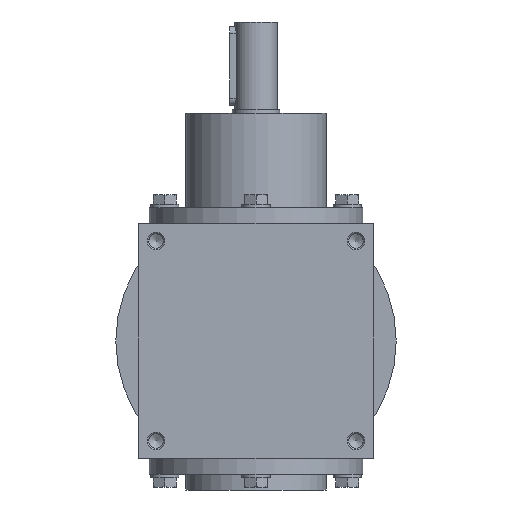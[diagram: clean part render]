
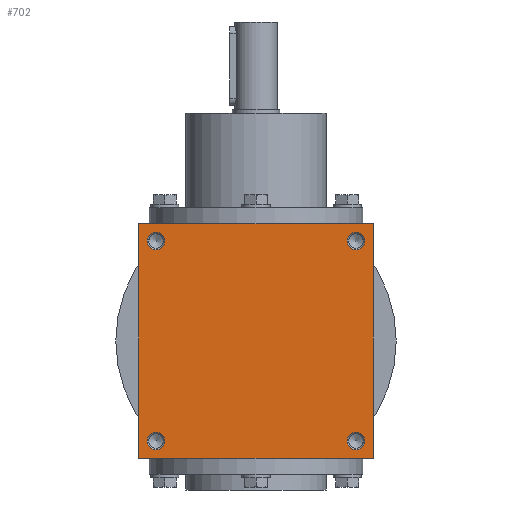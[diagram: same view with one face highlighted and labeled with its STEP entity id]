
A CAD part, left-side view. The second image highlights one B-rep face of the part: STEP entity #702.
In plain terms, the highlighted face is planar.
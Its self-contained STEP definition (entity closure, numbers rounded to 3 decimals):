
#702 = ADVANCED_FACE( '', ( #1437, #1438, #1439, #1440, #1441 ), #1442, .F. );
#1437 = FACE_BOUND( '', #2138, .T. );
#1438 = FACE_BOUND( '', #2139, .T. );
#1439 = FACE_BOUND( '', #2140, .T. );
#1440 = FACE_BOUND( '', #2141, .T. );
#1441 = FACE_OUTER_BOUND( '', #2142, .T. );
#1442 = PLANE( '', #2143 );
#2138 = EDGE_LOOP( '', ( #3394 ) );
#2139 = EDGE_LOOP( '', ( #3395 ) );
#2140 = EDGE_LOOP( '', ( #3396 ) );
#2141 = EDGE_LOOP( '', ( #3397 ) );
#2142 = EDGE_LOOP( '', ( #3398, #3399, #3400, #3401 ) );
#2143 = AXIS2_PLACEMENT_3D( '', #3402, #3403, #3404 );
#3394 = ORIENTED_EDGE( '', *, *, #3797, .F. );
#3395 = ORIENTED_EDGE( '', *, *, #3646, .T. );
#3396 = ORIENTED_EDGE( '', *, *, #4007, .F. );
#3397 = ORIENTED_EDGE( '', *, *, #4014, .T. );
#3398 = ORIENTED_EDGE( '', *, *, #3929, .F. );
#3399 = ORIENTED_EDGE( '', *, *, #3894, .F. );
#3400 = ORIENTED_EDGE( '', *, *, #3641, .F. );
#3401 = ORIENTED_EDGE( '', *, *, #3616, .F. );
#3402 = CARTESIAN_POINT( '', ( 0., 0., -67. ) );
#3403 = DIRECTION( '', ( 0., 0., 1. ) );
#3404 = DIRECTION( '', ( 1., 0., 0. ) );
#3616 = EDGE_CURVE( '', #4170, #4171, #4172, .T. );
#3641 = EDGE_CURVE( '', #4171, #4210, #4211, .T. );
#3646 = EDGE_CURVE( '', #4218, #4218, #4219, .T. );
#3797 = EDGE_CURVE( '', #4442, #4442, #4443, .T. );
#3894 = EDGE_CURVE( '', #4210, #4576, #4577, .T. );
#3929 = EDGE_CURVE( '', #4576, #4170, #4627, .T. );
#4007 = EDGE_CURVE( '', #4716, #4716, #4717, .T. );
#4014 = EDGE_CURVE( '', #4725, #4725, #4726, .T. );
#4170 = VERTEX_POINT( '', #4924 );
#4171 = VERTEX_POINT( '', #4925 );
#4172 = LINE( '', #4926, #4927 );
#4210 = VERTEX_POINT( '', #5003 );
#4211 = LINE( '', #5004, #5005 );
#4218 = VERTEX_POINT( '', #5014 );
#4219 = CIRCLE( '', #5015, 5. );
#4442 = VERTEX_POINT( '', #5340 );
#4443 = CIRCLE( '', #5341, 5. );
#4576 = VERTEX_POINT( '', #5499 );
#4577 = LINE( '', #5500, #5501 );
#4627 = LINE( '', #5553, #5554 );
#4716 = VERTEX_POINT( '', #5671 );
#4717 = CIRCLE( '', #5672, 5. );
#4725 = VERTEX_POINT( '', #5680 );
#4726 = CIRCLE( '', #5681, 5. );
#4924 = CARTESIAN_POINT( '', ( -67., -67., -67. ) );
#4925 = CARTESIAN_POINT( '', ( 67., -67., -67. ) );
#4926 = CARTESIAN_POINT( '', ( -67., -67., -67. ) );
#4927 = VECTOR( '', #5830, 1000. );
#5003 = CARTESIAN_POINT( '', ( 67., 67., -67. ) );
#5004 = CARTESIAN_POINT( '', ( 67., -67., -67. ) );
#5005 = VECTOR( '', #5866, 1000. );
#5014 = CARTESIAN_POINT( '', ( 62., 57., -67. ) );
#5015 = AXIS2_PLACEMENT_3D( '', #5872, #5873, #5874 );
#5340 = CARTESIAN_POINT( '', ( -62., 57., -67. ) );
#5341 = AXIS2_PLACEMENT_3D( '', #6118, #6119, #6120 );
#5499 = CARTESIAN_POINT( '', ( -67., 67., -67. ) );
#5500 = CARTESIAN_POINT( '', ( 67., 67., -67. ) );
#5501 = VECTOR( '', #6276, 1000. );
#5553 = CARTESIAN_POINT( '', ( -67., 67., -67. ) );
#5554 = VECTOR( '', #6336, 1000. );
#5671 = CARTESIAN_POINT( '', ( -62., -57., -67. ) );
#5672 = AXIS2_PLACEMENT_3D( '', #6406, #6407, #6408 );
#5680 = CARTESIAN_POINT( '', ( 62., -57., -67. ) );
#5681 = AXIS2_PLACEMENT_3D( '', #6415, #6416, #6417 );
#5830 = DIRECTION( '', ( 1., 0., 0. ) );
#5866 = DIRECTION( '', ( 0., 1., 0. ) );
#5872 = CARTESIAN_POINT( '', ( 57., 57., -67. ) );
#5873 = DIRECTION( '', ( 0., 0., 1. ) );
#5874 = DIRECTION( '', ( 1., 0., 0. ) );
#6118 = CARTESIAN_POINT( '', ( -57., 57., -67. ) );
#6119 = DIRECTION( '', ( 0., 0., -1. ) );
#6120 = DIRECTION( '', ( -1., 0., 0. ) );
#6276 = DIRECTION( '', ( -1., 0., 0. ) );
#6336 = DIRECTION( '', ( 0., -1., 0. ) );
#6406 = CARTESIAN_POINT( '', ( -57., -57., -67. ) );
#6407 = DIRECTION( '', ( 0., 0., -1. ) );
#6408 = DIRECTION( '', ( -1., 0., 0. ) );
#6415 = CARTESIAN_POINT( '', ( 57., -57., -67. ) );
#6416 = DIRECTION( '', ( 0., 0., 1. ) );
#6417 = DIRECTION( '', ( 1., 0., 0. ) );
